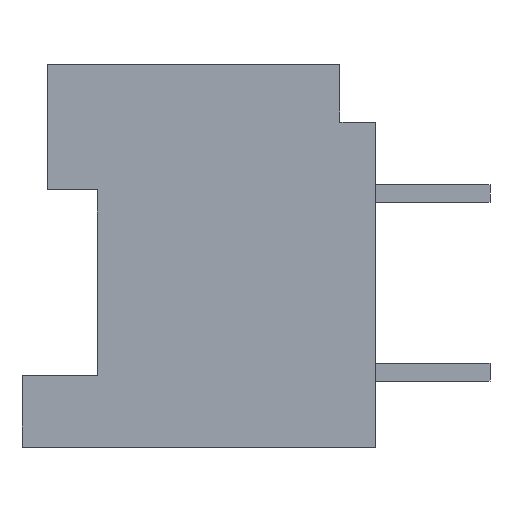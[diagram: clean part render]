
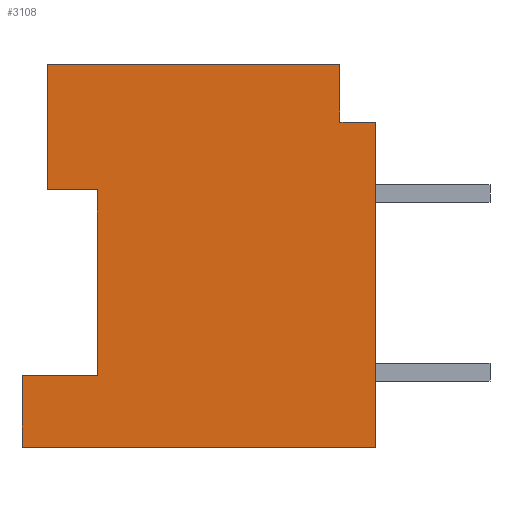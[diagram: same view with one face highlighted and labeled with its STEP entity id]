
A CAD part, left-side view. The second image highlights one B-rep face of the part: STEP entity #3108.
In plain terms, the highlighted planar face has unit normal (-1, 0, 0).
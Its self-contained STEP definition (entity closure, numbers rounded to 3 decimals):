
#55 = VERTEX_POINT ( 'NONE', #980 ) ;
#133 = ORIENTED_EDGE ( 'NONE', *, *, #4822, .T. ) ;
#135 = EDGE_CURVE ( 'NONE', #366, #137, #1120, .T. ) ;
#137 = VERTEX_POINT ( 'NONE', #1115 ) ;
#138 = ORIENTED_EDGE ( 'NONE', *, *, #135, .T. ) ;
#145 = ORIENTED_EDGE ( 'NONE', *, *, #4828, .T. ) ;
#146 = ORIENTED_EDGE ( 'NONE', *, *, #1904, .T. ) ;
#147 = EDGE_CURVE ( 'NONE', #4968, #4830, #1128, .T. ) ;
#153 = ORIENTED_EDGE ( 'NONE', *, *, #147, .T. ) ;
#154 = VERTEX_POINT ( 'NONE', #1176 ) ;
#347 = EDGE_LOOP ( 'NONE', ( #3109, #3110, #389, #374, #138, #133, #4815, #153, #145, #146 ) ) ;
#350 = VERTEX_POINT ( 'NONE', #1779 ) ;
#351 = EDGE_CURVE ( 'NONE', #154, #3104, #1777, .T. ) ;
#352 = EDGE_CURVE ( 'NONE', #4968, #350, #1772, .T. ) ;
#366 = VERTEX_POINT ( 'NONE', #1802 ) ;
#373 = VERTEX_POINT ( 'NONE', #1838 ) ;
#374 = ORIENTED_EDGE ( 'NONE', *, *, #375, .T. ) ;
#375 = EDGE_CURVE ( 'NONE', #373, #366, #1836, .T. ) ;
#379 = EDGE_CURVE ( 'NONE', #4826, #373, #1872, .T. ) ;
#389 = ORIENTED_EDGE ( 'NONE', *, *, #379, .T. ) ;
#980 = CARTESIAN_POINT ( 'NONE',  ( -5., 0., 4.55 ) ) ;
#1115 = CARTESIAN_POINT ( 'NONE',  ( -5., 7.8, -2.55 ) ) ;
#1117 = DIRECTION ( 'NONE',  ( 0., 0., -1. ) ) ;
#1118 = VECTOR ( 'NONE', #1117, 1000. ) ;
#1119 = CARTESIAN_POINT ( 'NONE',  ( -5., 7.8, 2.65 ) ) ;
#1120 = LINE ( 'NONE', #1119, #1118 ) ;
#1125 = DIRECTION ( 'NONE',  ( 0., -1., 0. ) ) ;
#1126 = VECTOR ( 'NONE', #1125, 1000. ) ;
#1127 = CARTESIAN_POINT ( 'NONE',  ( -5., 9.9, -4.55 ) ) ;
#1128 = LINE ( 'NONE', #1127, #1126 ) ;
#1176 = CARTESIAN_POINT ( 'NONE',  ( -5., 1., 4.55 ) ) ;
#1769 = DIRECTION ( 'NONE',  ( 0., 0., 1. ) ) ;
#1770 = VECTOR ( 'NONE', #1769, 1000. ) ;
#1771 = CARTESIAN_POINT ( 'NONE',  ( -5., 9.9, -4.55 ) ) ;
#1772 = LINE ( 'NONE', #1771, #1770 ) ;
#1774 = DIRECTION ( 'NONE',  ( 0., 0., 1. ) ) ;
#1775 = VECTOR ( 'NONE', #1774, 1000. ) ;
#1776 = CARTESIAN_POINT ( 'NONE',  ( -5., 1., 6.15 ) ) ;
#1777 = LINE ( 'NONE', #1776, #1775 ) ;
#1779 = CARTESIAN_POINT ( 'NONE',  ( -5., 9.9, -2.55 ) ) ;
#1802 = CARTESIAN_POINT ( 'NONE',  ( -5., 7.8, 2.65 ) ) ;
#1833 = DIRECTION ( 'NONE',  ( 0., -1., 0. ) ) ;
#1834 = VECTOR ( 'NONE', #1833, 1000. ) ;
#1835 = CARTESIAN_POINT ( 'NONE',  ( -5., 9.2, 2.65 ) ) ;
#1836 = LINE ( 'NONE', #1835, #1834 ) ;
#1838 = CARTESIAN_POINT ( 'NONE',  ( -5., 9.2, 2.65 ) ) ;
#1869 = DIRECTION ( 'NONE',  ( 0., 0., -1. ) ) ;
#1870 = VECTOR ( 'NONE', #1869, 1000. ) ;
#1871 = CARTESIAN_POINT ( 'NONE',  ( -5., 9.2, 6.15 ) ) ;
#1872 = LINE ( 'NONE', #1871, #1870 ) ;
#1904 = EDGE_CURVE ( 'NONE', #55, #154, #3379, .T. ) ;
#3104 = VERTEX_POINT ( 'NONE', #3560 ) ;
#3108 = ADVANCED_FACE ( 'NONE', ( #3606 ), #3591, .T. ) ;
#3109 = ORIENTED_EDGE ( 'NONE', *, *, #351, .T. ) ;
#3110 = ORIENTED_EDGE ( 'NONE', *, *, #4825, .F. ) ;
#3376 = DIRECTION ( 'NONE',  ( 0., 1., 0. ) ) ;
#3377 = VECTOR ( 'NONE', #3376, 1000. ) ;
#3378 = CARTESIAN_POINT ( 'NONE',  ( -5., 1., 4.55 ) ) ;
#3379 = LINE ( 'NONE', #3378, #3377 ) ;
#3560 = CARTESIAN_POINT ( 'NONE',  ( -5., 1., 6.15 ) ) ;
#3587 = DIRECTION ( 'NONE',  ( 0., -1., 0. ) ) ;
#3588 = DIRECTION ( 'NONE',  ( -1., 0., 0. ) ) ;
#3589 = CARTESIAN_POINT ( 'NONE',  ( -5., 9.9, -4.55 ) ) ;
#3590 = AXIS2_PLACEMENT_3D ( 'NONE', #3589, #3588, #3587 ) ;
#3591 = PLANE ( 'NONE',  #3590 ) ;
#3606 = FACE_OUTER_BOUND ( 'NONE', #347, .T. ) ;
#4072 = CARTESIAN_POINT ( 'NONE',  ( -5., 0., -4.55 ) ) ;
#4073 = DIRECTION ( 'NONE',  ( 0., 0., 1. ) ) ;
#4074 = VECTOR ( 'NONE', #4073, 1000. ) ;
#4075 = CARTESIAN_POINT ( 'NONE',  ( -5., 0., -4.55 ) ) ;
#4076 = LINE ( 'NONE', #4075, #4074 ) ;
#4077 = CARTESIAN_POINT ( 'NONE',  ( -5., 9.2, 6.15 ) ) ;
#4078 = DIRECTION ( 'NONE',  ( 0., -1., 0. ) ) ;
#4079 = VECTOR ( 'NONE', #4078, 1000. ) ;
#4080 = CARTESIAN_POINT ( 'NONE',  ( -5., 9.9, 6.15 ) ) ;
#4081 = LINE ( 'NONE', #4080, #4079 ) ;
#4082 = DIRECTION ( 'NONE',  ( 0., 1., 0. ) ) ;
#4083 = VECTOR ( 'NONE', #4082, 1000. ) ;
#4084 = CARTESIAN_POINT ( 'NONE',  ( -5., 7.8, -2.55 ) ) ;
#4085 = LINE ( 'NONE', #4084, #4083 ) ;
#4347 = CARTESIAN_POINT ( 'NONE',  ( -5., 9.9, -4.55 ) ) ;
#4815 = ORIENTED_EDGE ( 'NONE', *, *, #352, .F. ) ;
#4822 = EDGE_CURVE ( 'NONE', #137, #350, #4085, .T. ) ;
#4825 = EDGE_CURVE ( 'NONE', #4826, #3104, #4081, .T. ) ;
#4826 = VERTEX_POINT ( 'NONE', #4077 ) ;
#4828 = EDGE_CURVE ( 'NONE', #4830, #55, #4076, .T. ) ;
#4830 = VERTEX_POINT ( 'NONE', #4072 ) ;
#4968 = VERTEX_POINT ( 'NONE', #4347 ) ;
